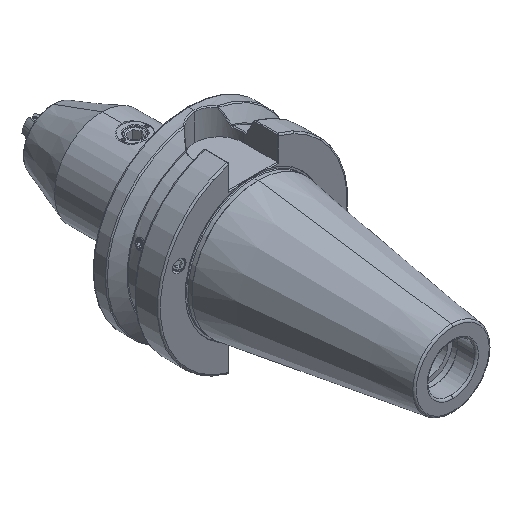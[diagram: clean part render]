
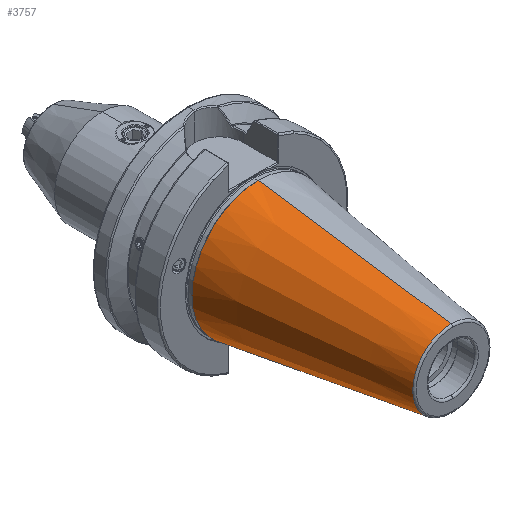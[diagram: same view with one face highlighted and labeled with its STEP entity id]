
A CAD part, isometric view. The second image highlights one B-rep face of the part: STEP entity #3757.
In plain terms, the highlighted conical face has half-angle 8.297 degrees and reference radius 20.079 mm.
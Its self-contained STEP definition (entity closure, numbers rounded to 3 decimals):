
#467 = ORIENTED_EDGE ( 'NONE', *, *, #13276, .T. ) ;
#676 = EDGE_CURVE ( 'NONE', #33196, #32611, #21936, .T. ) ;
#679 = AXIS2_PLACEMENT_3D ( 'NONE', #1207, #23789, #4419 ) ;
#1207 = CARTESIAN_POINT ( 'NONE',  ( 0., -2.5, 0. ) ) ;
#2954 = LINE ( 'NONE', #8821, #35306 ) ;
#3757 = ADVANCED_FACE ( 'NONE', ( #36951 ), #17704, .T. ) ;
#3916 = CARTESIAN_POINT ( 'NONE',  ( 0., -104.8, 20.079 ) ) ;
#4312 = DIRECTION ( 'NONE',  ( 0., 0.99, 0.144 ) ) ;
#4419 = DIRECTION ( 'NONE',  ( 0., 0., 1. ) ) ;
#4444 = CARTESIAN_POINT ( 'NONE',  ( 0., -2.5, 34.998 ) ) ;
#5928 = EDGE_CURVE ( 'NONE', #19438, #32611, #38454, .T. ) ;
#6569 = CARTESIAN_POINT ( 'NONE',  ( 0., -2.5, -34.998 ) ) ;
#6872 = ORIENTED_EDGE ( 'NONE', *, *, #676, .T. ) ;
#6926 = CARTESIAN_POINT ( 'NONE',  ( 0., -103.944, 0. ) ) ;
#7486 = CARTESIAN_POINT ( 'NONE',  ( 0., -103.944, 20.204 ) ) ;
#8821 = CARTESIAN_POINT ( 'NONE',  ( 0., -104.8, -20.079 ) ) ;
#9319 = ORIENTED_EDGE ( 'NONE', *, *, #5928, .F. ) ;
#10172 = DIRECTION ( 'NONE',  ( 0., 0., -1. ) ) ;
#13276 = EDGE_CURVE ( 'NONE', #16609, #33196, #14775, .T. ) ;
#13681 = DIRECTION ( 'NONE',  ( 0., 1., 0. ) ) ;
#13957 = CARTESIAN_POINT ( 'NONE',  ( 0., -104.8, 0. ) ) ;
#14775 = CIRCLE ( 'NONE', #28042, 20.204 ) ;
#15809 = EDGE_CURVE ( 'NONE', #16609, #19438, #2954, .T. ) ;
#16609 = VERTEX_POINT ( 'NONE', #32678 ) ;
#17704 = CONICAL_SURFACE ( 'NONE', #30322, 20.079, 0.145 ) ;
#19438 = VERTEX_POINT ( 'NONE', #6569 ) ;
#21936 = LINE ( 'NONE', #3916, #29532 ) ;
#23789 = DIRECTION ( 'NONE',  ( 0., 1., 0. ) ) ;
#28042 = AXIS2_PLACEMENT_3D ( 'NONE', #6926, #29578, #10172 ) ;
#29532 = VECTOR ( 'NONE', #4312, 1000. ) ;
#29578 = DIRECTION ( 'NONE',  ( 0., 1., 0. ) ) ;
#30322 = AXIS2_PLACEMENT_3D ( 'NONE', #13957, #13681, #33013 ) ;
#31469 = DIRECTION ( 'NONE',  ( 0., 0.99, -0.144 ) ) ;
#32611 = VERTEX_POINT ( 'NONE', #4444 ) ;
#32676 = ORIENTED_EDGE ( 'NONE', *, *, #15809, .F. ) ;
#32678 = CARTESIAN_POINT ( 'NONE',  ( 0., -103.944, -20.204 ) ) ;
#33013 = DIRECTION ( 'NONE',  ( 0., 0., 1. ) ) ;
#33196 = VERTEX_POINT ( 'NONE', #7486 ) ;
#35306 = VECTOR ( 'NONE', #31469, 1000. ) ;
#36951 = FACE_OUTER_BOUND ( 'NONE', #40338, .T. ) ;
#38454 = CIRCLE ( 'NONE', #679, 34.998 ) ;
#40338 = EDGE_LOOP ( 'NONE', ( #32676, #467, #6872, #9319 ) ) ;
